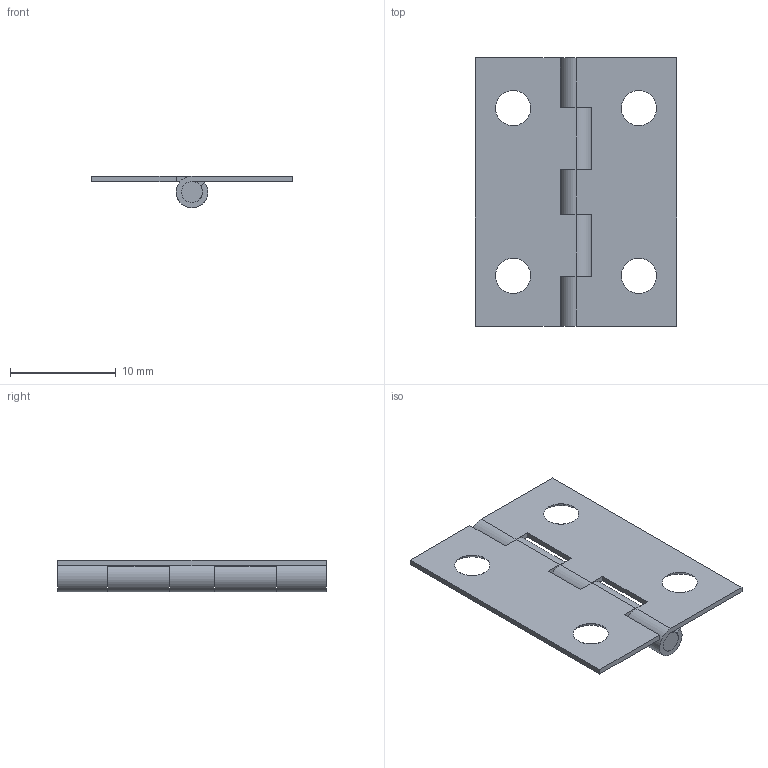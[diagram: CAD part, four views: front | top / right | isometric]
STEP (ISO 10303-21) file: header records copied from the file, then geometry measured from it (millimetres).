
FILE_DESCRIPTION (( 'STEP AP203' ), '1' );
FILE_NAME ('1603A3.step', '2013-01-07T14:53:46', ( 'Admin' ), ( 'Microsoft' ), 'SwSTEP 2.0', 'SolidWorks 2012', '' );
FILE_SCHEMA (( 'CONFIG_CONTROL_DESIGN' ));
Length unit declared in the file: inch
Products named in the file (1): 1603A3
Bounding box: 19.05 x 25.4 x 3 mm (x, y, z)
Volume: 366.9 mm3; surface area: 1440.4 mm2
Topology: 3 solids, 3 shells, 68 faces, 178 edges, 116 vertices
Faces by surface type: cylinder 30, plane 30, cone 8
Entity records: 2197 total; most frequent: DIRECTION 384, CARTESIAN_POINT 363, ORIENTED_EDGE 356, EDGE_CURVE 178, AXIS2_PLACEMENT_3D 137, VERTEX_POINT 116, LINE 110, VECTOR 110
